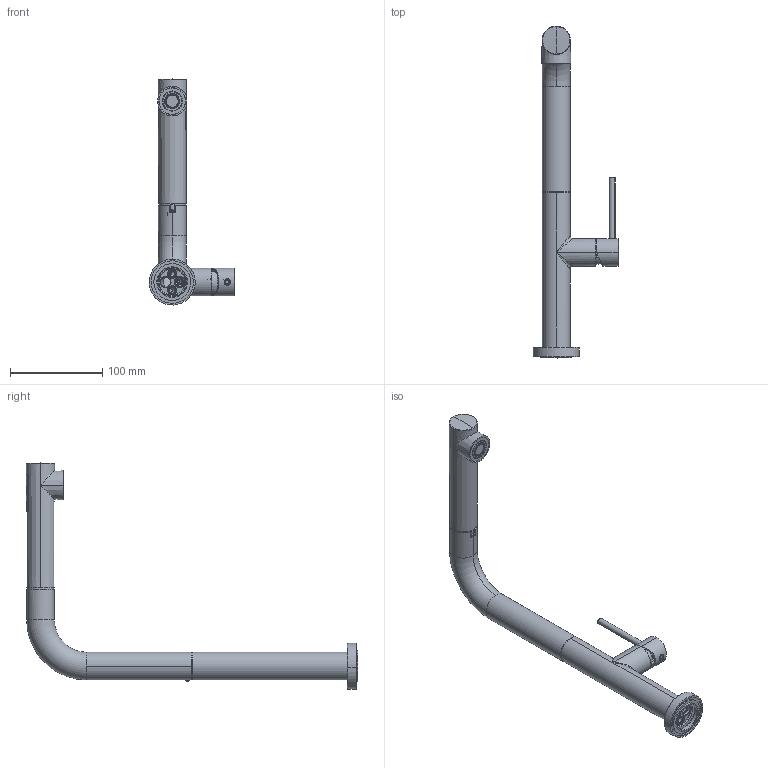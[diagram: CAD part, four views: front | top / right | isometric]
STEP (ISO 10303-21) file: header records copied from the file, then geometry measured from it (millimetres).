
FILE_DESCRIPTION (( 'STEP AP203' ), '1' );
FILE_NAME ('CUCI108127_---.STEP', '2015-11-16T08:12:35', ( 'DIEGO' ), ( '' ), 'SwSTEP 2.0', 'SolidWorks 2015', '' );
FILE_SCHEMA (( 'CONFIG_CONTROL_DESIGN' ));
Length unit declared in the file: millimetre
Products named in the file (13): inserto_porta_doccetta_12508_G00; pomolo_leva_Ø6.5_lavelli_Ø30_108002; doccetta_2_getti_almar_Ø30_pulsante_nero_gomma_senza_anticalcare__ADOCC00142_165S_STEP_pulsante_ugelli_separati; corpo_leva_Ø30_108001; doccetta_2_getti_pull_out_almar_Ø30_pulsante_nero_gomma_senza_anticalcare_valvola_Ø14_ADOCC00142_165; tappino_copriforo_cromato_piatto_38007_000; anello_base_108007; ghiera_ferma_cartuccia_108010; CUCI108127_---; corpo_lavello_Ø30_doccia_estraibile_108008; anello_PTFE_29.5x20.1x4_37230_000; Grano_M4x4.5_00974_000; bocchetta_37233_000
Assembly tree (12 placements, depth 3):
  CUCI108127_---
    pomolo_leva_Ø6.5_lavelli_Ø30_108002
    corpo_leva_Ø30_108001
    tappino_copriforo_cromato_piatto_38007_000
    ghiera_ferma_cartuccia_108010
    corpo_lavello_Ø30_doccia_estraibile_108008
    anello_PTFE_29.5x20.1x4_37230_000
    Grano_M4x4.5_00974_000
    bocchetta_37233_000
    inserto_porta_doccetta_12508_G00
    doccetta_2_getti_pull_out_almar_Ø30_pulsante_nero_gomma_senza_anticalcare_valvola_Ø14_ADOCC00142_165
      doccetta_2_getti_almar_Ø30_pulsante_nero_gomma_senza_anticalcare__ADOCC00142_165S_STEP_pulsante_ugelli_separati
    anello_base_108007
Bounding box: 92.53 x 359.59 x 245.03 mm (x, y, z)
Volume: 249721.2 mm3; surface area: 125547.3 mm2
Topology: 13 solids, 13 shells, 561 faces, 1330 edges, 811 vertices
Faces by surface type: cylinder 256, plane 131, cone 111, torus 55, sphere 6, bspline 2
Entity records: 19176 total; most frequent: CARTESIAN_POINT 4562, DIRECTION 2989, ORIENTED_EDGE 2616, EDGE_CURVE 1308, AXIS2_PLACEMENT_3D 1238, VERTEX_POINT 811, EDGE_LOOP 669, CIRCLE 663
